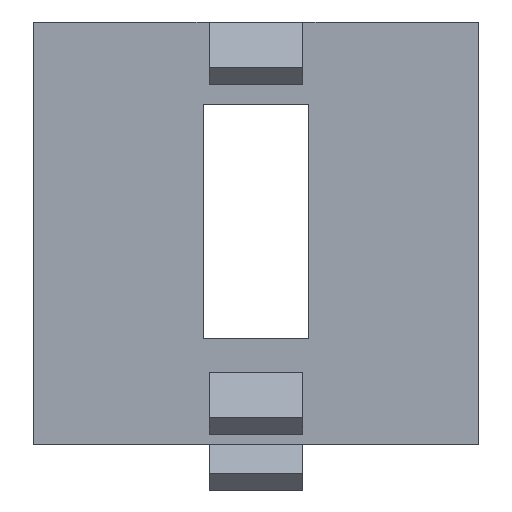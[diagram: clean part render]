
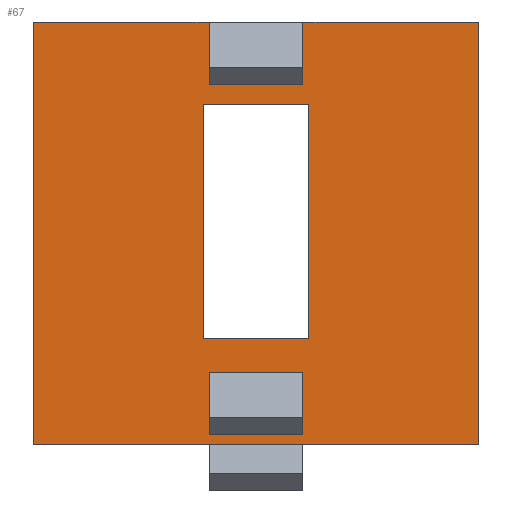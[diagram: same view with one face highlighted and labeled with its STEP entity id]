
A CAD part, front view. The second image highlights one B-rep face of the part: STEP entity #67.
In plain terms, the highlighted planar face has unit normal (0, -1, 0).
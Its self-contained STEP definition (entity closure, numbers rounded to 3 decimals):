
#1 = CARTESIAN_POINT ( 'NONE',  ( 4., 0., 0. ) ) ;
#14 = EDGE_CURVE ( 'NONE', #428, #398, #512, .T. ) ;
#24 = ORIENTED_EDGE ( 'NONE', *, *, #14, .F. ) ;
#25 = ORIENTED_EDGE ( 'NONE', *, *, #1148, .F. ) ;
#55 = CARTESIAN_POINT ( 'NONE',  ( -4.5, 0., -27. ) ) ;
#61 = ORIENTED_EDGE ( 'NONE', *, *, #521, .F. ) ;
#66 = VECTOR ( 'NONE', #291, 1000. ) ;
#67 = ADVANCED_FACE ( 'NONE', ( #338, #414, #826 ), #802, .F. ) ;
#101 = CARTESIAN_POINT ( 'NONE',  ( 19., 0., 0. ) ) ;
#109 = CARTESIAN_POINT ( 'NONE',  ( -4.5, 0., -27. ) ) ;
#123 = VECTOR ( 'NONE', #624, 1000. ) ;
#127 = VERTEX_POINT ( 'NONE', #376 ) ;
#141 = LINE ( 'NONE', #497, #162 ) ;
#158 = VERTEX_POINT ( 'NONE', #739 ) ;
#159 = CARTESIAN_POINT ( 'NONE',  ( -4.5, 0., -7. ) ) ;
#162 = VECTOR ( 'NONE', #865, 1000. ) ;
#176 = VERTEX_POINT ( 'NONE', #848 ) ;
#196 = EDGE_CURVE ( 'NONE', #909, #818, #473, .T. ) ;
#198 = VECTOR ( 'NONE', #623, 1000. ) ;
#200 = CARTESIAN_POINT ( 'NONE',  ( -19., 0., 0. ) ) ;
#202 = CARTESIAN_POINT ( 'NONE',  ( 4., 0., 0. ) ) ;
#205 = DIRECTION ( 'NONE',  ( 0., 0., -1. ) ) ;
#240 = VECTOR ( 'NONE', #653, 1000. ) ;
#252 = VECTOR ( 'NONE', #582, 1000. ) ;
#255 = DIRECTION ( 'NONE',  ( 0., 0., 1. ) ) ;
#259 = CARTESIAN_POINT ( 'NONE',  ( -4., 0., 0. ) ) ;
#263 = VERTEX_POINT ( 'NONE', #800 ) ;
#275 = CARTESIAN_POINT ( 'NONE',  ( -4., 0., -32.697 ) ) ;
#291 = DIRECTION ( 'NONE',  ( 1., 0., 0. ) ) ;
#299 = EDGE_CURVE ( 'NONE', #1197, #428, #1183, .T. ) ;
#305 = ORIENTED_EDGE ( 'NONE', *, *, #367, .F. ) ;
#313 = LINE ( 'NONE', #673, #252 ) ;
#338 = FACE_BOUND ( 'NONE', #419, .T. ) ;
#340 = LINE ( 'NONE', #447, #556 ) ;
#347 = LINE ( 'NONE', #709, #1126 ) ;
#350 = VECTOR ( 'NONE', #558, 1000. ) ;
#351 = CARTESIAN_POINT ( 'NONE',  ( 19., 0., -36. ) ) ;
#367 = EDGE_CURVE ( 'NONE', #604, #1120, #1188, .T. ) ;
#373 = LINE ( 'NONE', #744, #66 ) ;
#376 = CARTESIAN_POINT ( 'NONE',  ( 4., 0., -29.869 ) ) ;
#386 = VERTEX_POINT ( 'NONE', #890 ) ;
#387 = AXIS2_PLACEMENT_3D ( 'NONE', #541, #1008, #1019 ) ;
#398 = VERTEX_POINT ( 'NONE', #652 ) ;
#409 = VECTOR ( 'NONE', #758, 1000. ) ;
#414 = FACE_BOUND ( 'NONE', #1154, .T. ) ;
#419 = EDGE_LOOP ( 'NONE', ( #1029, #1038, #24, #944 ) ) ;
#422 = EDGE_CURVE ( 'NONE', #176, #604, #1033, .T. ) ;
#424 = ORIENTED_EDGE ( 'NONE', *, *, #504, .F. ) ;
#425 = VECTOR ( 'NONE', #205, 1000. ) ;
#428 = VERTEX_POINT ( 'NONE', #275 ) ;
#430 = CARTESIAN_POINT ( 'NONE',  ( -4., 0., 0. ) ) ;
#442 = VECTOR ( 'NONE', #550, 1000. ) ;
#447 = CARTESIAN_POINT ( 'NONE',  ( 4.5, 0., -27. ) ) ;
#451 = ORIENTED_EDGE ( 'NONE', *, *, #196, .F. ) ;
#466 = LINE ( 'NONE', #1125, #350 ) ;
#473 = LINE ( 'NONE', #661, #987 ) ;
#497 = CARTESIAN_POINT ( 'NONE',  ( 4., 0., 0. ) ) ;
#501 = ORIENTED_EDGE ( 'NONE', *, *, #595, .T. ) ;
#504 = EDGE_CURVE ( 'NONE', #386, #263, #373, .T. ) ;
#509 = CARTESIAN_POINT ( 'NONE',  ( 4.5, 0., -7. ) ) ;
#512 = LINE ( 'NONE', #797, #888 ) ;
#521 = EDGE_CURVE ( 'NONE', #587, #909, #637, .T. ) ;
#532 = LINE ( 'NONE', #259, #123 ) ;
#537 = VECTOR ( 'NONE', #940, 1000. ) ;
#541 = CARTESIAN_POINT ( 'NONE',  ( 19., 0., 0. ) ) ;
#550 = DIRECTION ( 'NONE',  ( -1., 0., 0. ) ) ;
#551 = CARTESIAN_POINT ( 'NONE',  ( -19., 0., -36. ) ) ;
#556 = VECTOR ( 'NONE', #255, 1000. ) ;
#558 = DIRECTION ( 'NONE',  ( 0., 0., -1. ) ) ;
#560 = LINE ( 'NONE', #202, #409 ) ;
#570 = DIRECTION ( 'NONE',  ( 0., 0., -1. ) ) ;
#582 = DIRECTION ( 'NONE',  ( -1., 0., 0. ) ) ;
#587 = VERTEX_POINT ( 'NONE', #509 ) ;
#595 = EDGE_CURVE ( 'NONE', #1050, #263, #141, .T. ) ;
#604 = VERTEX_POINT ( 'NONE', #1052 ) ;
#608 = DIRECTION ( 'NONE',  ( 1., 0., 0. ) ) ;
#623 = DIRECTION ( 'NONE',  ( 0., 0., -1. ) ) ;
#624 = DIRECTION ( 'NONE',  ( 0., 0., -1. ) ) ;
#637 = LINE ( 'NONE', #1017, #442 ) ;
#639 = EDGE_CURVE ( 'NONE', #176, #1050, #313, .T. ) ;
#652 = CARTESIAN_POINT ( 'NONE',  ( 4., 0., -32.697 ) ) ;
#653 = DIRECTION ( 'NONE',  ( 1., 0., 0. ) ) ;
#661 = CARTESIAN_POINT ( 'NONE',  ( -4.5, 0., -27. ) ) ;
#673 = CARTESIAN_POINT ( 'NONE',  ( 19., 0., 0. ) ) ;
#688 = CARTESIAN_POINT ( 'NONE',  ( -4., 0., -29.869 ) ) ;
#691 = EDGE_CURVE ( 'NONE', #127, #398, #560, .T. ) ;
#709 = CARTESIAN_POINT ( 'NONE',  ( 19., 0., -29.869 ) ) ;
#720 = ORIENTED_EDGE ( 'NONE', *, *, #422, .F. ) ;
#739 = CARTESIAN_POINT ( 'NONE',  ( -4., 0., 0. ) ) ;
#744 = CARTESIAN_POINT ( 'NONE',  ( 19., 0., -2.828 ) ) ;
#749 = ORIENTED_EDGE ( 'NONE', *, *, #1132, .T. ) ;
#758 = DIRECTION ( 'NONE',  ( 0., 0., -1. ) ) ;
#797 = CARTESIAN_POINT ( 'NONE',  ( 19., 0., -32.697 ) ) ;
#800 = CARTESIAN_POINT ( 'NONE',  ( 4., 0., -2.828 ) ) ;
#802 = PLANE ( 'NONE',  #387 ) ;
#818 = VERTEX_POINT ( 'NONE', #55 ) ;
#826 = FACE_OUTER_BOUND ( 'NONE', #1109, .T. ) ;
#848 = CARTESIAN_POINT ( 'NONE',  ( 19., 0., 0. ) ) ;
#863 = ORIENTED_EDGE ( 'NONE', *, *, #966, .F. ) ;
#865 = DIRECTION ( 'NONE',  ( 0., 0., -1. ) ) ;
#871 = ORIENTED_EDGE ( 'NONE', *, *, #639, .T. ) ;
#888 = VECTOR ( 'NONE', #608, 1000. ) ;
#890 = CARTESIAN_POINT ( 'NONE',  ( -4., 0., -2.828 ) ) ;
#909 = VERTEX_POINT ( 'NONE', #159 ) ;
#924 = LINE ( 'NONE', #101, #537 ) ;
#927 = ORIENTED_EDGE ( 'NONE', *, *, #1013, .F. ) ;
#933 = LINE ( 'NONE', #109, #240 ) ;
#940 = DIRECTION ( 'NONE',  ( -1., 0., 0. ) ) ;
#944 = ORIENTED_EDGE ( 'NONE', *, *, #299, .F. ) ;
#966 = EDGE_CURVE ( 'NONE', #986, #587, #340, .T. ) ;
#986 = VERTEX_POINT ( 'NONE', #1185 ) ;
#987 = VECTOR ( 'NONE', #570, 1000. ) ;
#993 = EDGE_CURVE ( 'NONE', #127, #1197, #347, .T. ) ;
#1002 = CARTESIAN_POINT ( 'NONE',  ( 19., 0., 0. ) ) ;
#1003 = VECTOR ( 'NONE', #1091, 1000. ) ;
#1008 = DIRECTION ( 'NONE',  ( 0., 1., 0. ) ) ;
#1013 = EDGE_CURVE ( 'NONE', #158, #386, #532, .T. ) ;
#1017 = CARTESIAN_POINT ( 'NONE',  ( -4.5, 0., -7. ) ) ;
#1019 = DIRECTION ( 'NONE',  ( 0., 0., 1. ) ) ;
#1029 = ORIENTED_EDGE ( 'NONE', *, *, #993, .F. ) ;
#1033 = LINE ( 'NONE', #1002, #425 ) ;
#1038 = ORIENTED_EDGE ( 'NONE', *, *, #691, .T. ) ;
#1042 = VERTEX_POINT ( 'NONE', #200 ) ;
#1050 = VERTEX_POINT ( 'NONE', #1 ) ;
#1052 = CARTESIAN_POINT ( 'NONE',  ( 19., 0., -36. ) ) ;
#1088 = DIRECTION ( 'NONE',  ( -1., 0., 0. ) ) ;
#1091 = DIRECTION ( 'NONE',  ( -1., 0., 0. ) ) ;
#1109 = EDGE_LOOP ( 'NONE', ( #871, #501, #424, #927, #749, #1168, #305, #720 ) ) ;
#1120 = VERTEX_POINT ( 'NONE', #551 ) ;
#1125 = CARTESIAN_POINT ( 'NONE',  ( -19., 0., 0. ) ) ;
#1126 = VECTOR ( 'NONE', #1088, 1000. ) ;
#1132 = EDGE_CURVE ( 'NONE', #158, #1042, #924, .T. ) ;
#1140 = EDGE_CURVE ( 'NONE', #1042, #1120, #466, .T. ) ;
#1148 = EDGE_CURVE ( 'NONE', #818, #986, #933, .T. ) ;
#1154 = EDGE_LOOP ( 'NONE', ( #25, #451, #61, #863 ) ) ;
#1168 = ORIENTED_EDGE ( 'NONE', *, *, #1140, .T. ) ;
#1183 = LINE ( 'NONE', #430, #198 ) ;
#1185 = CARTESIAN_POINT ( 'NONE',  ( 4.5, 0., -27. ) ) ;
#1188 = LINE ( 'NONE', #351, #1003 ) ;
#1197 = VERTEX_POINT ( 'NONE', #688 ) ;
